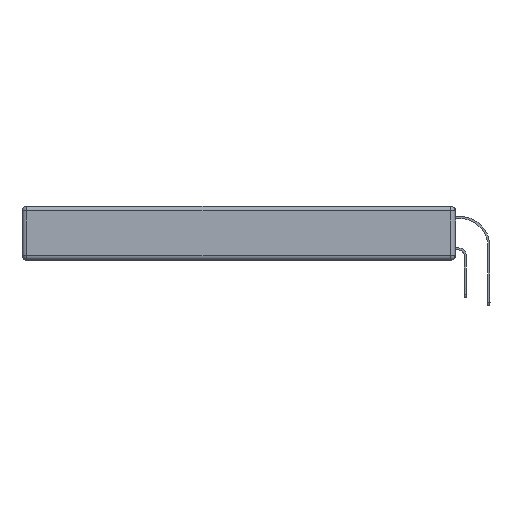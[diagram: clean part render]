
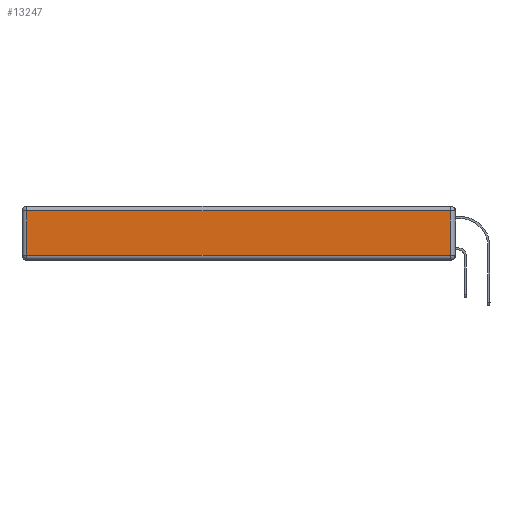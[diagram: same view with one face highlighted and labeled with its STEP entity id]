
A CAD part, left-side view. The second image highlights one B-rep face of the part: STEP entity #13247.
In plain terms, the highlighted planar face has unit normal (-1, 0, 0).
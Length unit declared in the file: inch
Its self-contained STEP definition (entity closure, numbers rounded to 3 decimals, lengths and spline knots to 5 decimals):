
#69 = DIRECTION ( 'NONE',  ( 0., -1., 0. ) ) ;
#345 = LINE ( 'NONE', #19319, #7111 ) ;
#620 = EDGE_CURVE ( 'NONE', #6765, #9142, #345, .T. ) ;
#1109 = CARTESIAN_POINT ( 'NONE',  ( 0., 0., -0.343 ) ) ;
#2663 = VECTOR ( 'NONE', #6634, 39.37008 ) ;
#2867 = DIRECTION ( 'NONE',  ( 0., 1., 0. ) ) ;
#2917 = CARTESIAN_POINT ( 'NONE',  ( 0., 2.72, -0.313 ) ) ;
#2939 = DIRECTION ( 'NONE',  ( 0., 0., 1. ) ) ;
#5010 = EDGE_CURVE ( 'NONE', #9142, #23813, #15086, .T. ) ;
#5040 = PLANE ( 'NONE',  #8237 ) ;
#5309 = FACE_OUTER_BOUND ( 'NONE', #24273, .T. ) ;
#6634 = DIRECTION ( 'NONE',  ( 0., 0., 1. ) ) ;
#6765 = VERTEX_POINT ( 'NONE', #2917 ) ;
#7111 = VECTOR ( 'NONE', #69, 39.37008 ) ;
#8237 = AXIS2_PLACEMENT_3D ( 'NONE', #1109, #9689, #2939 ) ;
#8251 = VERTEX_POINT ( 'NONE', #23030 ) ;
#8840 = ORIENTED_EDGE ( 'NONE', *, *, #12180, .T. ) ;
#8897 = EDGE_CURVE ( 'NONE', #8251, #6765, #13530, .T. ) ;
#9142 = VERTEX_POINT ( 'NONE', #17707 ) ;
#9689 = DIRECTION ( 'NONE',  ( -1., 0., 0. ) ) ;
#12180 = EDGE_CURVE ( 'NONE', #23813, #8251, #20288, .T. ) ;
#13247 = ADVANCED_FACE ( 'NONE', ( #5309 ), #5040, .T. ) ;
#13530 = LINE ( 'NONE', #15098, #26546 ) ;
#13662 = ORIENTED_EDGE ( 'NONE', *, *, #8897, .T. ) ;
#15086 = LINE ( 'NONE', #21542, #2663 ) ;
#15098 = CARTESIAN_POINT ( 'NONE',  ( 0., 2.72, -0.343 ) ) ;
#17707 = CARTESIAN_POINT ( 'NONE',  ( 0., 0.03, -0.313 ) ) ;
#18915 = ORIENTED_EDGE ( 'NONE', *, *, #5010, .T. ) ;
#19319 = CARTESIAN_POINT ( 'NONE',  ( 0., 0., -0.313 ) ) ;
#20288 = LINE ( 'NONE', #22134, #27524 ) ;
#21542 = CARTESIAN_POINT ( 'NONE',  ( 0., 0.03, -0.343 ) ) ;
#22116 = DIRECTION ( 'NONE',  ( 0., 0., -1. ) ) ;
#22134 = CARTESIAN_POINT ( 'NONE',  ( 0., 2.75, -0.03 ) ) ;
#22428 = ORIENTED_EDGE ( 'NONE', *, *, #620, .T. ) ;
#23030 = CARTESIAN_POINT ( 'NONE',  ( 0., 2.72, -0.03 ) ) ;
#23813 = VERTEX_POINT ( 'NONE', #27108 ) ;
#24273 = EDGE_LOOP ( 'NONE', ( #22428, #18915, #8840, #13662 ) ) ;
#26546 = VECTOR ( 'NONE', #22116, 39.37008 ) ;
#27108 = CARTESIAN_POINT ( 'NONE',  ( 0., 0.03, -0.03 ) ) ;
#27524 = VECTOR ( 'NONE', #2867, 39.37008 ) ;
